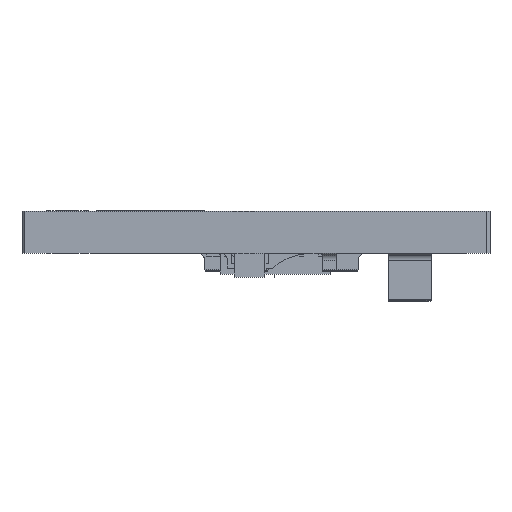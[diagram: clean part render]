
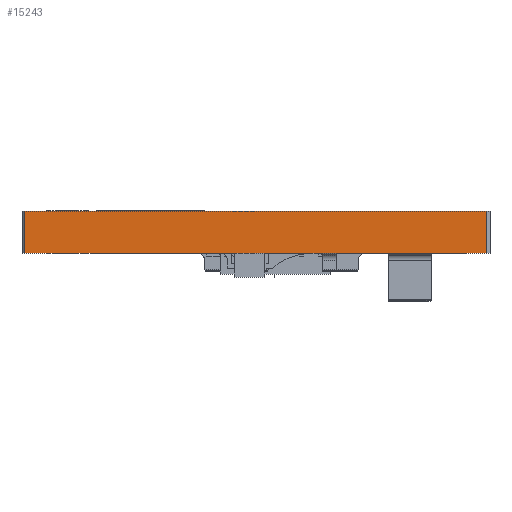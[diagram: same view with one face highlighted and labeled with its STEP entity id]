
A CAD part, front view. The second image highlights one B-rep face of the part: STEP entity #15243.
In plain terms, the highlighted planar face has unit normal (0, -1, 0).
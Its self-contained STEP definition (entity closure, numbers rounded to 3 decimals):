
#400 = AXIS2_PLACEMENT_3D ( 'NONE', #28058, #9183, #21246 ) ;
#581 = EDGE_CURVE ( 'NONE', #20279, #27651, #7365, .T. ) ;
#2900 = DIRECTION ( 'NONE',  ( 0., 0., 1. ) ) ;
#3013 = VECTOR ( 'NONE', #34905, 1000. ) ;
#3190 = LINE ( 'NONE', #30522, #32770 ) ;
#5187 = EDGE_CURVE ( 'NONE', #27651, #28341, #6240, .T. ) ;
#5767 = PLANE ( 'NONE',  #400 ) ;
#6240 = LINE ( 'NONE', #18509, #34681 ) ;
#6599 = VECTOR ( 'NONE', #2900, 1000. ) ;
#7226 = CARTESIAN_POINT ( 'NONE',  ( -7.7, -10.4, 0.7 ) ) ;
#7365 = LINE ( 'NONE', #16814, #3013 ) ;
#7953 = ORIENTED_EDGE ( 'NONE', *, *, #5187, .F. ) ;
#9183 = DIRECTION ( 'NONE',  ( 0., -1., 0. ) ) ;
#9598 = ORIENTED_EDGE ( 'NONE', *, *, #27825, .F. ) ;
#12039 = DIRECTION ( 'NONE',  ( 1., 0., 0. ) ) ;
#14975 = CARTESIAN_POINT ( 'NONE',  ( 7.7, -10.4, -0.7 ) ) ;
#15004 = VERTEX_POINT ( 'NONE', #7226 ) ;
#15171 = LINE ( 'NONE', #18591, #6599 ) ;
#15243 = ADVANCED_FACE ( 'NONE', ( #30276 ), #5767, .T. ) ;
#16814 = CARTESIAN_POINT ( 'NONE',  ( 7.7, -10.4, 0. ) ) ;
#18509 = CARTESIAN_POINT ( 'NONE',  ( -7.8, -10.4, -0.7 ) ) ;
#18591 = CARTESIAN_POINT ( 'NONE',  ( -7.7, -10.4, 0. ) ) ;
#20279 = VERTEX_POINT ( 'NONE', #34321 ) ;
#20756 = ORIENTED_EDGE ( 'NONE', *, *, #35622, .F. ) ;
#21246 = DIRECTION ( 'NONE',  ( 0., 0., -1. ) ) ;
#27651 = VERTEX_POINT ( 'NONE', #14975 ) ;
#27825 = EDGE_CURVE ( 'NONE', #28341, #15004, #15171, .T. ) ;
#28058 = CARTESIAN_POINT ( 'NONE',  ( -7.8, -10.4, 0. ) ) ;
#28118 = EDGE_LOOP ( 'NONE', ( #30399, #20756, #9598, #7953 ) ) ;
#28341 = VERTEX_POINT ( 'NONE', #34613 ) ;
#30276 = FACE_OUTER_BOUND ( 'NONE', #28118, .T. ) ;
#30399 = ORIENTED_EDGE ( 'NONE', *, *, #581, .F. ) ;
#30522 = CARTESIAN_POINT ( 'NONE',  ( -7.8, -10.4, 0.7 ) ) ;
#32770 = VECTOR ( 'NONE', #12039, 1000. ) ;
#34321 = CARTESIAN_POINT ( 'NONE',  ( 7.7, -10.4, 0.7 ) ) ;
#34613 = CARTESIAN_POINT ( 'NONE',  ( -7.7, -10.4, -0.7 ) ) ;
#34681 = VECTOR ( 'NONE', #36803, 1000. ) ;
#34905 = DIRECTION ( 'NONE',  ( 0., 0., -1. ) ) ;
#35622 = EDGE_CURVE ( 'NONE', #15004, #20279, #3190, .T. ) ;
#36803 = DIRECTION ( 'NONE',  ( -1., 0., 0. ) ) ;
